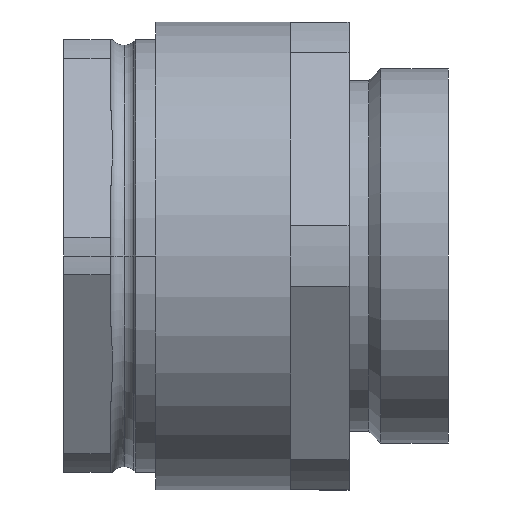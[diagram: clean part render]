
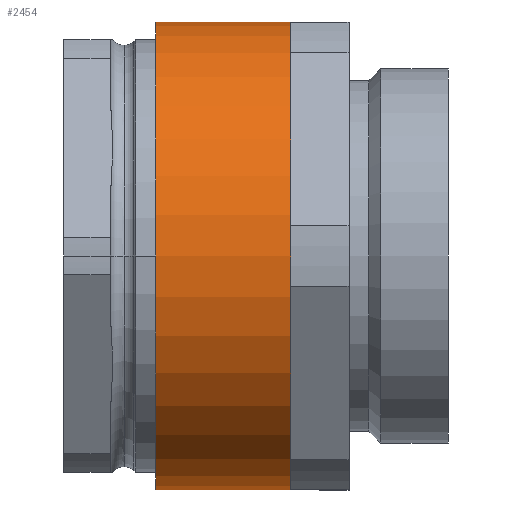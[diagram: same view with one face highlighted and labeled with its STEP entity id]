
A CAD part, front view. The second image highlights one B-rep face of the part: STEP entity #2454.
In plain terms, the highlighted cylindrical face has radius 20 mm (diameter 40 mm), a partial arc.
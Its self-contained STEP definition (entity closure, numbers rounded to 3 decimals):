
#67 = CARTESIAN_POINT ( 'NONE',  ( -13.5, 0., 20. ) ) ;
#88 = AXIS2_PLACEMENT_3D ( 'NONE', #839, #1250, #1459 ) ;
#109 = DIRECTION ( 'NONE',  ( -1., 0., 0. ) ) ;
#121 = EDGE_CURVE ( 'NONE', #1033, #1141, #2332, .T. ) ;
#135 = CARTESIAN_POINT ( 'NONE',  ( -25., 0., 0. ) ) ;
#151 = AXIS2_PLACEMENT_3D ( 'NONE', #453, #1881, #666 ) ;
#342 = DIRECTION ( 'NONE',  ( -1., 0., 0. ) ) ;
#364 = ORIENTED_EDGE ( 'NONE', *, *, #385, .F. ) ;
#385 = EDGE_CURVE ( 'NONE', #947, #2601, #2221, .T. ) ;
#453 = CARTESIAN_POINT ( 'NONE',  ( -13.5, 0., 0. ) ) ;
#528 = EDGE_CURVE ( 'NONE', #765, #947, #1380, .T. ) ;
#601 = DIRECTION ( 'NONE',  ( -1., 0., 0. ) ) ;
#644 = CARTESIAN_POINT ( 'NONE',  ( -13.5, -17.321, 10. ) ) ;
#666 = DIRECTION ( 'NONE',  ( 0., 0., 1. ) ) ;
#725 = ORIENTED_EDGE ( 'NONE', *, *, #786, .T. ) ;
#740 = AXIS2_PLACEMENT_3D ( 'NONE', #135, #1375, #2573 ) ;
#765 = VERTEX_POINT ( 'NONE', #2462 ) ;
#786 = EDGE_CURVE ( 'NONE', #1141, #2601, #1277, .T. ) ;
#833 = VECTOR ( 'NONE', #109, 1000. ) ;
#839 = CARTESIAN_POINT ( 'NONE',  ( -13.5, 0., 0. ) ) ;
#843 = DIRECTION ( 'NONE',  ( -1., 0., 0. ) ) ;
#925 = ORIENTED_EDGE ( 'NONE', *, *, #121, .T. ) ;
#947 = VERTEX_POINT ( 'NONE', #2612 ) ;
#1033 = VERTEX_POINT ( 'NONE', #644 ) ;
#1090 = CARTESIAN_POINT ( 'NONE',  ( -25., 0., 20. ) ) ;
#1141 = VERTEX_POINT ( 'NONE', #67 ) ;
#1250 = DIRECTION ( 'NONE',  ( -1., 0., 0. ) ) ;
#1277 = LINE ( 'NONE', #2260, #1756 ) ;
#1375 = DIRECTION ( 'NONE',  ( -1., 0., 0. ) ) ;
#1380 = LINE ( 'NONE', #1950, #833 ) ;
#1401 = VERTEX_POINT ( 'NONE', #1631 ) ;
#1424 = ORIENTED_EDGE ( 'NONE', *, *, #1429, .T. ) ;
#1429 = EDGE_CURVE ( 'NONE', #1401, #1033, #1647, .T. ) ;
#1459 = DIRECTION ( 'NONE',  ( 0., 0., 1. ) ) ;
#1502 = CARTESIAN_POINT ( 'NONE',  ( -25., 0., 0. ) ) ;
#1542 = ORIENTED_EDGE ( 'NONE', *, *, #528, .F. ) ;
#1586 = DIRECTION ( 'NONE',  ( 0., 0., 1. ) ) ;
#1631 = CARTESIAN_POINT ( 'NONE',  ( -13.5, -17.321, -10. ) ) ;
#1647 = CIRCLE ( 'NONE', #2157, 20. ) ;
#1704 = CIRCLE ( 'NONE', #151, 20. ) ;
#1716 = AXIS2_PLACEMENT_3D ( 'NONE', #1502, #601, #2265 ) ;
#1756 = VECTOR ( 'NONE', #843, 1000. ) ;
#1776 = CARTESIAN_POINT ( 'NONE',  ( -13.5, 0., 0. ) ) ;
#1780 = EDGE_LOOP ( 'NONE', ( #1542, #2273, #1424, #925, #725, #364 ) ) ;
#1823 = CYLINDRICAL_SURFACE ( 'NONE', #1716, 20. ) ;
#1881 = DIRECTION ( 'NONE',  ( -1., 0., 0. ) ) ;
#1950 = CARTESIAN_POINT ( 'NONE',  ( -25., 0., -20. ) ) ;
#2142 = FACE_OUTER_BOUND ( 'NONE', #1780, .T. ) ;
#2157 = AXIS2_PLACEMENT_3D ( 'NONE', #1776, #342, #1586 ) ;
#2221 = CIRCLE ( 'NONE', #740, 20. ) ;
#2260 = CARTESIAN_POINT ( 'NONE',  ( -25., 0., 20. ) ) ;
#2265 = DIRECTION ( 'NONE',  ( 0., 0., 1. ) ) ;
#2273 = ORIENTED_EDGE ( 'NONE', *, *, #2542, .T. ) ;
#2332 = CIRCLE ( 'NONE', #88, 20. ) ;
#2454 = ADVANCED_FACE ( 'NONE', ( #2142 ), #1823, .T. ) ;
#2462 = CARTESIAN_POINT ( 'NONE',  ( -13.5, 0., -20. ) ) ;
#2542 = EDGE_CURVE ( 'NONE', #765, #1401, #1704, .T. ) ;
#2573 = DIRECTION ( 'NONE',  ( 0., 0., 1. ) ) ;
#2601 = VERTEX_POINT ( 'NONE', #1090 ) ;
#2612 = CARTESIAN_POINT ( 'NONE',  ( -25., 0., -20. ) ) ;
